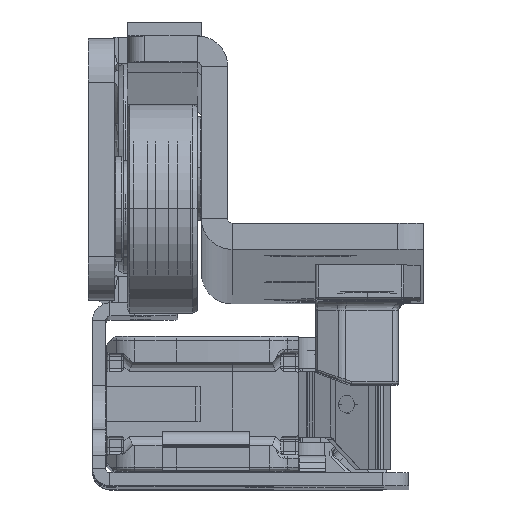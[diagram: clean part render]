
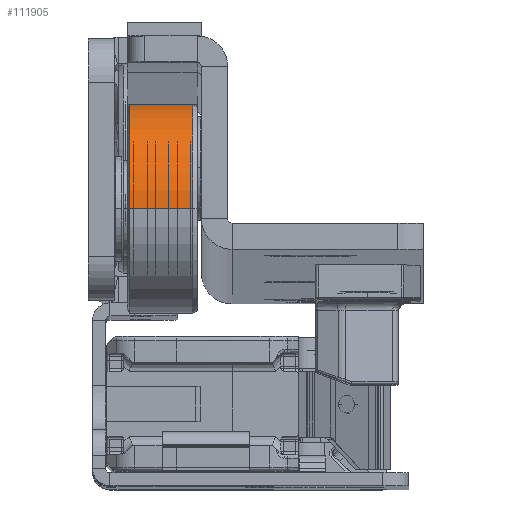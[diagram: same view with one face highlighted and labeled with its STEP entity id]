
A CAD part, top view. The second image highlights one B-rep face of the part: STEP entity #111905.
In plain terms, the highlighted cylindrical face has radius 12 mm (diameter 24 mm), a partial arc.
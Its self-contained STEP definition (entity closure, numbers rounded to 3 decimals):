
#199 = CIRCLE ( 'NONE', #60775, 12. ) ;
#2650 = EDGE_CURVE ( 'NONE', #41737, #87825, #129991, .T. ) ;
#3583 = ORIENTED_EDGE ( 'NONE', *, *, #27225, .F. ) ;
#4423 = DIRECTION ( 'NONE',  ( 1., 0., 0. ) ) ;
#9675 = VECTOR ( 'NONE', #83758, 1000. ) ;
#20931 = AXIS2_PLACEMENT_3D ( 'NONE', #47929, #100166, #48595 ) ;
#23387 = CARTESIAN_POINT ( 'NONE',  ( 0., 0., -12. ) ) ;
#26266 = CYLINDRICAL_SURFACE ( 'NONE', #20931, 12. ) ;
#26743 = CARTESIAN_POINT ( 'NONE',  ( 0.5, 0., 0. ) ) ;
#27225 = EDGE_CURVE ( 'NONE', #41737, #55398, #54592, .T. ) ;
#31248 = LINE ( 'NONE', #60385, #53491 ) ;
#34035 = ORIENTED_EDGE ( 'NONE', *, *, #2650, .T. ) ;
#35125 = EDGE_CURVE ( 'NONE', #87825, #114552, #31248, .T. ) ;
#36426 = FACE_OUTER_BOUND ( 'NONE', #120940, .T. ) ;
#36885 = ORIENTED_EDGE ( 'NONE', *, *, #35125, .T. ) ;
#38325 = DIRECTION ( 'NONE',  ( 0., 0., 1. ) ) ;
#41737 = VERTEX_POINT ( 'NONE', #117750 ) ;
#47929 = CARTESIAN_POINT ( 'NONE',  ( 0., 0., 0. ) ) ;
#48472 = DIRECTION ( 'NONE',  ( -1., 0., 0. ) ) ;
#48595 = DIRECTION ( 'NONE',  ( 0., 0., 1. ) ) ;
#53491 = VECTOR ( 'NONE', #113317, 1000. ) ;
#54592 = LINE ( 'NONE', #23387, #9675 ) ;
#55398 = VERTEX_POINT ( 'NONE', #115459 ) ;
#56599 = DIRECTION ( 'NONE',  ( 0., 0., -1. ) ) ;
#56888 = CARTESIAN_POINT ( 'NONE',  ( 7.711, 0., 12. ) ) ;
#60385 = CARTESIAN_POINT ( 'NONE',  ( 0., 0., 12. ) ) ;
#60775 = AXIS2_PLACEMENT_3D ( 'NONE', #26743, #4423, #56599 ) ;
#69102 = ORIENTED_EDGE ( 'NONE', *, *, #89587, .T. ) ;
#83758 = DIRECTION ( 'NONE',  ( -1., 0., 0. ) ) ;
#87825 = VERTEX_POINT ( 'NONE', #56888 ) ;
#89587 = EDGE_CURVE ( 'NONE', #114552, #55398, #199, .T. ) ;
#100166 = DIRECTION ( 'NONE',  ( -1., 0., 0. ) ) ;
#106219 = AXIS2_PLACEMENT_3D ( 'NONE', #131223, #48472, #38325 ) ;
#111360 = CARTESIAN_POINT ( 'NONE',  ( 0.5, 0., 12. ) ) ;
#111905 = ADVANCED_FACE ( 'NONE', ( #36426 ), #26266, .T. ) ;
#113317 = DIRECTION ( 'NONE',  ( -1., 0., 0. ) ) ;
#114552 = VERTEX_POINT ( 'NONE', #111360 ) ;
#115459 = CARTESIAN_POINT ( 'NONE',  ( 0.5, 0., -12. ) ) ;
#117750 = CARTESIAN_POINT ( 'NONE',  ( 7.711, 0., -12. ) ) ;
#120940 = EDGE_LOOP ( 'NONE', ( #3583, #34035, #36885, #69102 ) ) ;
#129991 = CIRCLE ( 'NONE', #106219, 12. ) ;
#131223 = CARTESIAN_POINT ( 'NONE',  ( 7.711, 0., 0. ) ) ;
